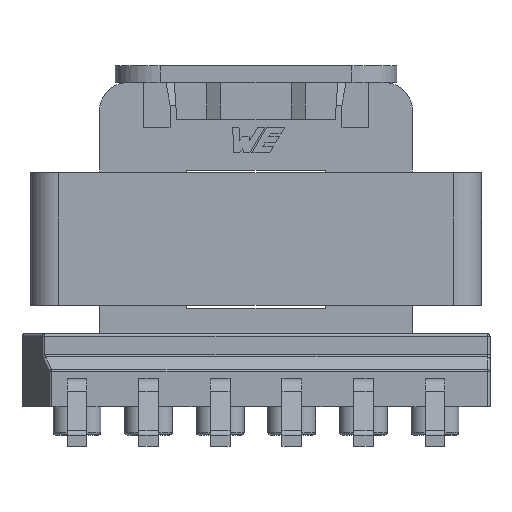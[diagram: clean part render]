
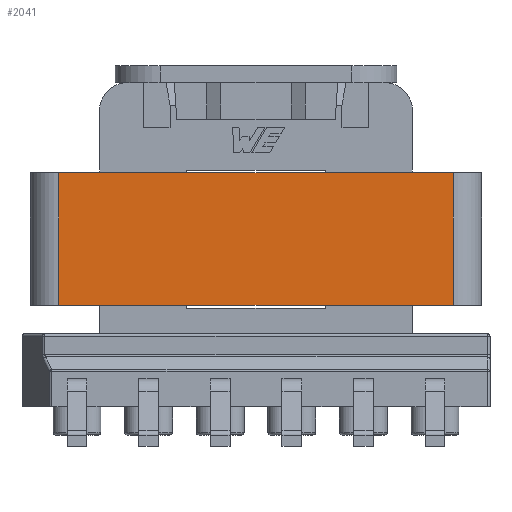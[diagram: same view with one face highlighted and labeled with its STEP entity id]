
A CAD part, front view. The second image highlights one B-rep face of the part: STEP entity #2041.
In plain terms, the highlighted planar face has unit normal (0, -1, 0).
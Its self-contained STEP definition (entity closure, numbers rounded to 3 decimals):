
#2041 = ADVANCED_FACE( '', ( #4126 ), #4127, .F. );
#4126 = FACE_OUTER_BOUND( '', #6258, .T. );
#4127 = PLANE( '', #6259 );
#6258 = EDGE_LOOP( '', ( #12420, #12421, #12422, #12423 ) );
#6259 = AXIS2_PLACEMENT_3D( '', #12424, #12425, #12426 );
#12420 = ORIENTED_EDGE( '', *, *, #14737, .F. );
#12421 = ORIENTED_EDGE( '', *, *, #15051, .T. );
#12422 = ORIENTED_EDGE( '', *, *, #13172, .T. );
#12423 = ORIENTED_EDGE( '', *, *, #13847, .T. );
#12424 = CARTESIAN_POINT( '', ( -8., -8.2, 2.35 ) );
#12425 = DIRECTION( '', ( 0., 1., 0. ) );
#12426 = DIRECTION( '', ( -1., 0., 0. ) );
#13172 = EDGE_CURVE( '', #16003, #16004, #16005, .T. );
#13847 = EDGE_CURVE( '', #16004, #17068, #17071, .F. );
#14737 = EDGE_CURVE( '', #18242, #17068, #18244, .T. );
#15051 = EDGE_CURVE( '', #18242, #16003, #18583, .T. );
#16003 = VERTEX_POINT( '', #19867 );
#16004 = VERTEX_POINT( '', #19868 );
#16005 = LINE( '', #19869, #19870 );
#17068 = VERTEX_POINT( '', #21334 );
#17071 = LINE( '', #21337, #21338 );
#18242 = VERTEX_POINT( '', #23095 );
#18244 = LINE( '', #23097, #23098 );
#18583 = LINE( '', #23570, #23571 );
#19867 = CARTESIAN_POINT( '', ( -7., -8.2, -2.35 ) );
#19868 = CARTESIAN_POINT( '', ( 7., -8.2, -2.35 ) );
#19869 = CARTESIAN_POINT( '', ( -8., -8.2, -2.35 ) );
#19870 = VECTOR( '', #24249, 1000. );
#21334 = CARTESIAN_POINT( '', ( 7., -8.2, 2.35 ) );
#21337 = CARTESIAN_POINT( '', ( 7., -8.2, 2.35 ) );
#21338 = VECTOR( '', #25084, 1000. );
#23095 = CARTESIAN_POINT( '', ( -7., -8.2, 2.35 ) );
#23097 = CARTESIAN_POINT( '', ( -8., -8.2, 2.35 ) );
#23098 = VECTOR( '', #25932, 1000. );
#23570 = CARTESIAN_POINT( '', ( -7., -8.2, 2.35 ) );
#23571 = VECTOR( '', #26124, 1000. );
#24249 = DIRECTION( '', ( 1., 0., 0. ) );
#25084 = DIRECTION( '', ( 0., 0., -1. ) );
#25932 = DIRECTION( '', ( 1., 0., 0. ) );
#26124 = DIRECTION( '', ( 0., 0., -1. ) );
